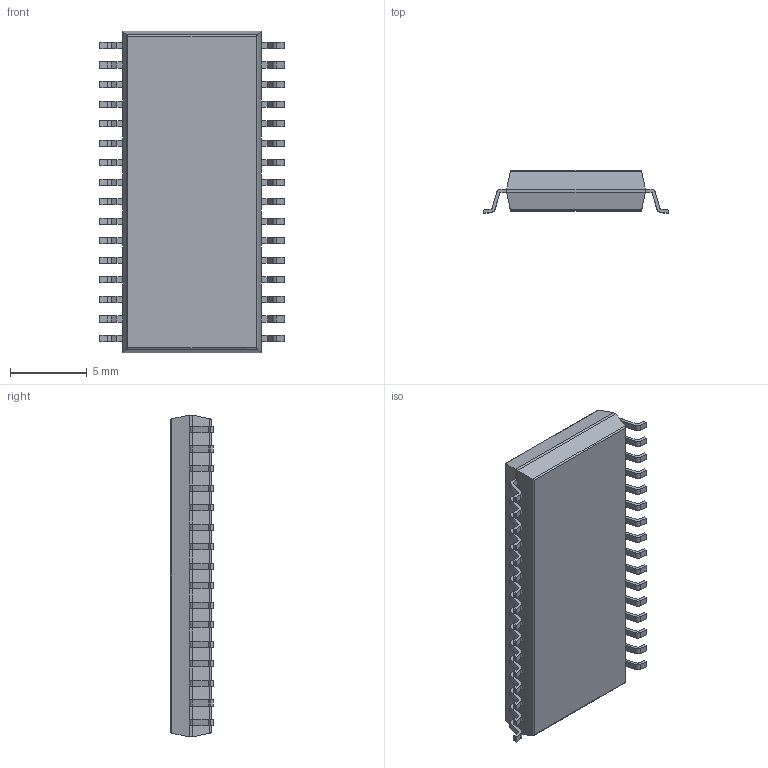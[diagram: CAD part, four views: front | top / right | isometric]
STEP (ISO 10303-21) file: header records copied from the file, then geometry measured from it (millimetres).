
FILE_DESCRIPTION (( 'STEP AP214' ), '1' );
FILE_NAME ('SOIC127P1199X264-32N MO-120 R-PDSO-G.step', '2011-02-16T09:09:28', ( 'iLLuSioN' ), ( 'Home' ), 'SwSTEP 2.0', 'SolidWorks 2009', '' );
FILE_SCHEMA (( 'AUTOMOTIVE_DESIGN' ));
Length unit declared in the file: millimetre
Products named in the file (1): SOIC127P1199X264-32N MO-120 R-PDSO-G
Bounding box: 12.05 x 2.79 x 20.93 mm (x, y, z)
Volume: 485.7 mm3; surface area: 595.4 mm2
Topology: 1 solids, 1 shells, 473 faces, 1266 edges, 796 vertices
Faces by surface type: plane 335, cylinder 138
Entity records: 19734 total; most frequent: CARTESIAN_POINT 2560, ORIENTED_EDGE 2532, DIRECTION 2466, EDGE_CURVE 1266, VECTOR 998, LINE 998, VERTEX_POINT 796, AXIS2_PLACEMENT_3D 734
